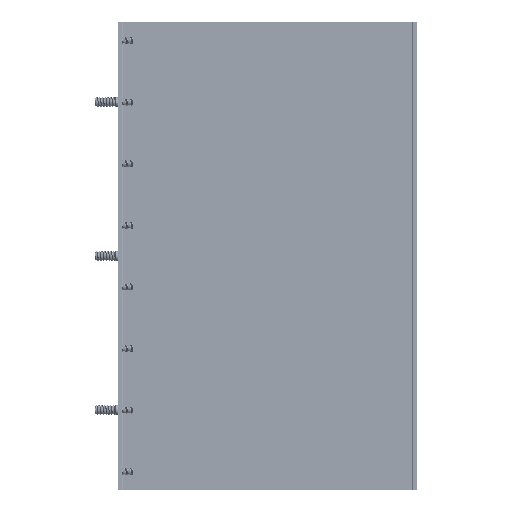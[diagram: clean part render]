
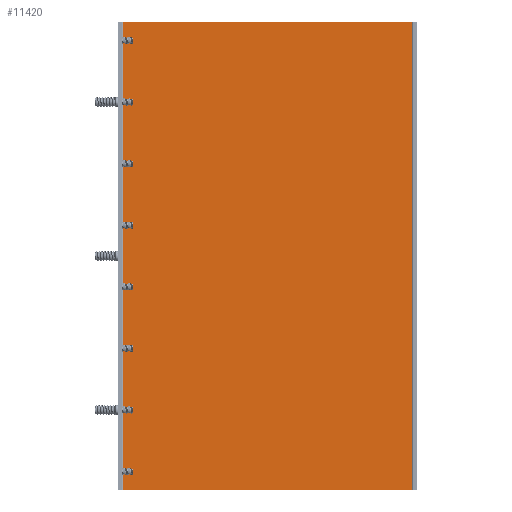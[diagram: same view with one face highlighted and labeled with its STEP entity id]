
A CAD part, front view. The second image highlights one B-rep face of the part: STEP entity #11420.
In plain terms, the highlighted face is planar.
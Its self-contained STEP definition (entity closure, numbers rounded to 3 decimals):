
#758 = DIRECTION ( 'NONE',  ( 1., 0., 0. ) ) ;
#2405 = CARTESIAN_POINT ( 'NONE',  ( 0., 0., 0. ) ) ;
#3942 = DIRECTION ( 'NONE',  ( -1., 0., 0. ) ) ;
#5103 = EDGE_CURVE ( 'NONE', #18855, #6831, #9160, .T. ) ;
#5740 = CARTESIAN_POINT ( 'NONE',  ( 380., 237.013, 0. ) ) ;
#6260 = ORIENTED_EDGE ( 'NONE', *, *, #15023, .T. ) ;
#6404 = LINE ( 'NONE', #32049, #36620 ) ;
#6676 = VECTOR ( 'NONE', #3942, 1000. ) ;
#6831 = VERTEX_POINT ( 'NONE', #40232 ) ;
#7287 = ORIENTED_EDGE ( 'NONE', *, *, #21662, .F. ) ;
#9160 = LINE ( 'NONE', #20645, #6676 ) ;
#10355 = EDGE_LOOP ( 'NONE', ( #6260, #7287, #32735, #22105 ) ) ;
#10497 = CARTESIAN_POINT ( 'NONE',  ( 0., 237.013, 0. ) ) ;
#11420 = ADVANCED_FACE ( 'NONE', ( #31903 ), #31379, .T. ) ;
#11500 = CARTESIAN_POINT ( 'NONE',  ( 380., 2.237, 0. ) ) ;
#12075 = DIRECTION ( 'NONE',  ( 1., 0., 0. ) ) ;
#12741 = DIRECTION ( 'NONE',  ( 0., 1., 0. ) ) ;
#13522 = CARTESIAN_POINT ( 'NONE',  ( 0., 239.25, 0. ) ) ;
#14530 = VERTEX_POINT ( 'NONE', #15708 ) ;
#15023 = EDGE_CURVE ( 'NONE', #18855, #26036, #6404, .T. ) ;
#15708 = CARTESIAN_POINT ( 'NONE',  ( 0., 237.013, 0. ) ) ;
#16742 = DIRECTION ( 'NONE',  ( 0., -1., 0. ) ) ;
#18304 = VECTOR ( 'NONE', #758, 1000. ) ;
#18855 = VERTEX_POINT ( 'NONE', #11500 ) ;
#20645 = CARTESIAN_POINT ( 'NONE',  ( 380., 2.237, 0. ) ) ;
#20733 = LINE ( 'NONE', #13522, #38891 ) ;
#21154 = AXIS2_PLACEMENT_3D ( 'NONE', #2405, #34753, #12075 ) ;
#21662 = EDGE_CURVE ( 'NONE', #14530, #26036, #38477, .T. ) ;
#22105 = ORIENTED_EDGE ( 'NONE', *, *, #5103, .F. ) ;
#26036 = VERTEX_POINT ( 'NONE', #5740 ) ;
#31379 = PLANE ( 'NONE',  #21154 ) ;
#31903 = FACE_OUTER_BOUND ( 'NONE', #10355, .T. ) ;
#32049 = CARTESIAN_POINT ( 'NONE',  ( 380., 0., 0. ) ) ;
#32735 = ORIENTED_EDGE ( 'NONE', *, *, #37084, .T. ) ;
#34753 = DIRECTION ( 'NONE',  ( 0., 0., 1. ) ) ;
#36620 = VECTOR ( 'NONE', #12741, 1000. ) ;
#37084 = EDGE_CURVE ( 'NONE', #14530, #6831, #20733, .T. ) ;
#38477 = LINE ( 'NONE', #10497, #18304 ) ;
#38891 = VECTOR ( 'NONE', #16742, 1000. ) ;
#40232 = CARTESIAN_POINT ( 'NONE',  ( 0., 2.237, 0. ) ) ;
